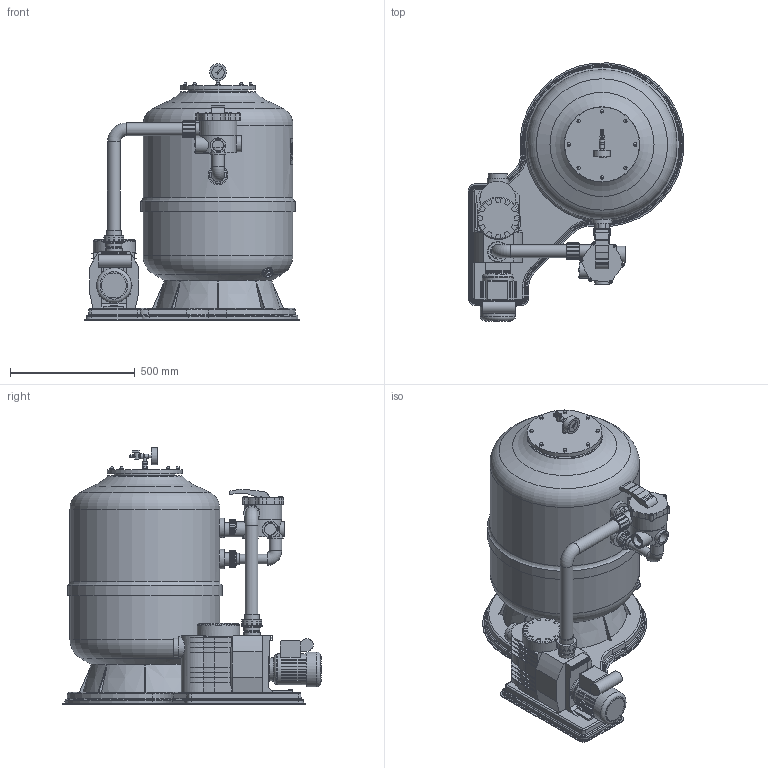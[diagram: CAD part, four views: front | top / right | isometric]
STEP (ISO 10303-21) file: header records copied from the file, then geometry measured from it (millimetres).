
FILE_DESCRIPTION(/* description */ (''),/* implementation_level */ '2;1');
FILE_NAME(/* name */ '50431_QSF600.stp',/* time_stamp */ '2017-07-11T10:35:27+02:00',/* author */ ('guzb562'),/* organization */ (''),/* preprocessor_version */ 'ST-DEVELOPER v16.1',/* originating_system */ 'Autodesk Inventor 2016',/* authorisation */ '');
FILE_SCHEMA (('AUTOMOTIVE_DESIGN { 1 0 10303 214 3 1 1 }'));
Length unit declared in the file: millimetre
Products named in the file (1): 50431_QSF600
Bounding box: 864.87 x 1034.54 x 1028.07 mm (x, y, z)
Volume: 262942858 mm3; surface area: 3794012.2 mm2
Topology: 1 solids, 3 shells, 2530 faces, 6610 edges, 4342 vertices
Faces by surface type: plane 1770, bspline 424, cylinder 229, cone 62, torus 41, sphere 4
Full cylindrical faces by diameter (mm): 5.969 x2, 7.001 x1, 9.001 x1, 9.87 x6, 12.11 x1, 12.739 x1, 12.872 x8, 13.875 x1, 16.514 x1, 17.115 x1, 19 x2, 19.256 x1, 20.082 x1, 22.965 x1, 26.9 x1, 28.007 x1, 31.341 x1, 38.066 x1, 42.325 x1, 44.099 x1, 44.275 x1, 46.521 x1, 47 x1, 47.8 x2, 48.574 x1, 50 x1, 50.322 x1, 51.12 x4, 56.781 x1, 59 x1
Entity records: 82175 total; most frequent: CARTESIAN_POINT 22786, ORIENTED_EDGE 12862, DIRECTION 10801, EDGE_CURVE 6431, LINE 4353, VECTOR 4353, VERTEX_POINT 4282, AXIS2_PLACEMENT_3D 3224
